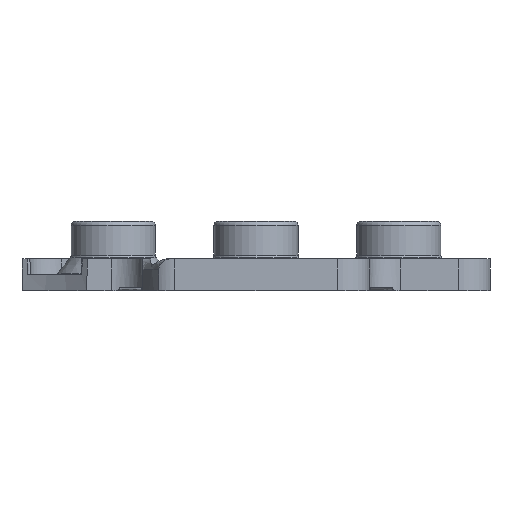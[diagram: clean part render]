
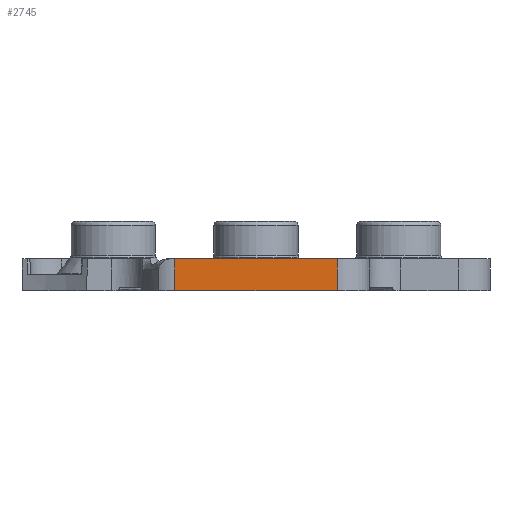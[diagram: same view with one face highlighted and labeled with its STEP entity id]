
A CAD part, left-side view. The second image highlights one B-rep face of the part: STEP entity #2745.
In plain terms, the highlighted planar face has unit normal (-1, 0, 0).
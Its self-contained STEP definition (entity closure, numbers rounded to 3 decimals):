
#264=PLANE('',#3014);
#290=LINE('',#4172,#436);
#305=LINE('',#4410,#451);
#346=LINE('',#7475,#492);
#376=LINE('',#7720,#522);
#436=VECTOR('',#3136,10.);
#451=VECTOR('',#3175,10.);
#492=VECTOR('',#3324,10.);
#522=VECTOR('',#3444,10.);
#749=FACE_OUTER_BOUND('',#919,.T.);
#919=EDGE_LOOP('',(#2423,#2424,#2425,#2426));
#1080=VERTEX_POINT('',#4169);
#1081=VERTEX_POINT('',#4171);
#1110=VERTEX_POINT('',#4408);
#1222=VERTEX_POINT('',#7473);
#1359=EDGE_CURVE('',#1080,#1081,#290,.F.);
#1390=EDGE_CURVE('',#1110,#1080,#305,.T.);
#1548=EDGE_CURVE('',#1222,#1110,#346,.T.);
#1604=EDGE_CURVE('',#1081,#1222,#376,.T.);
#2423=ORIENTED_EDGE('',*,*,#1390,.F.);
#2424=ORIENTED_EDGE('',*,*,#1548,.F.);
#2425=ORIENTED_EDGE('',*,*,#1604,.F.);
#2426=ORIENTED_EDGE('',*,*,#1359,.F.);
#2745=ADVANCED_FACE('',(#749),#264,.T.);
#3014=AXIS2_PLACEMENT_3D('',#7878,#3650,#3651);
#3136=DIRECTION('',(0.,1.,0.));
#3175=DIRECTION('',(0.,0.,1.));
#3324=DIRECTION('',(0.,1.,0.));
#3444=DIRECTION('',(0.,0.,-1.));
#3650=DIRECTION('center_axis',(-1.,0.,0.));
#3651=DIRECTION('ref_axis',(0.,1.,0.));
#4169=CARTESIAN_POINT('',(-37.495,-16.047,8.89));
#4171=CARTESIAN_POINT('',(-37.495,-26.297,8.89));
#4172=CARTESIAN_POINT('',(-37.495,-24.61,8.89));
#4408=CARTESIAN_POINT('',(-37.495,-16.047,6.89));
#4410=CARTESIAN_POINT('',(-37.495,-16.047,7.89));
#7473=CARTESIAN_POINT('',(-37.495,-26.297,6.89));
#7475=CARTESIAN_POINT('',(-37.495,-30.333,6.89));
#7720=CARTESIAN_POINT('',(-37.495,-26.297,7.89));
#7878=CARTESIAN_POINT('Origin',(-37.495,-28.047,7.89));
